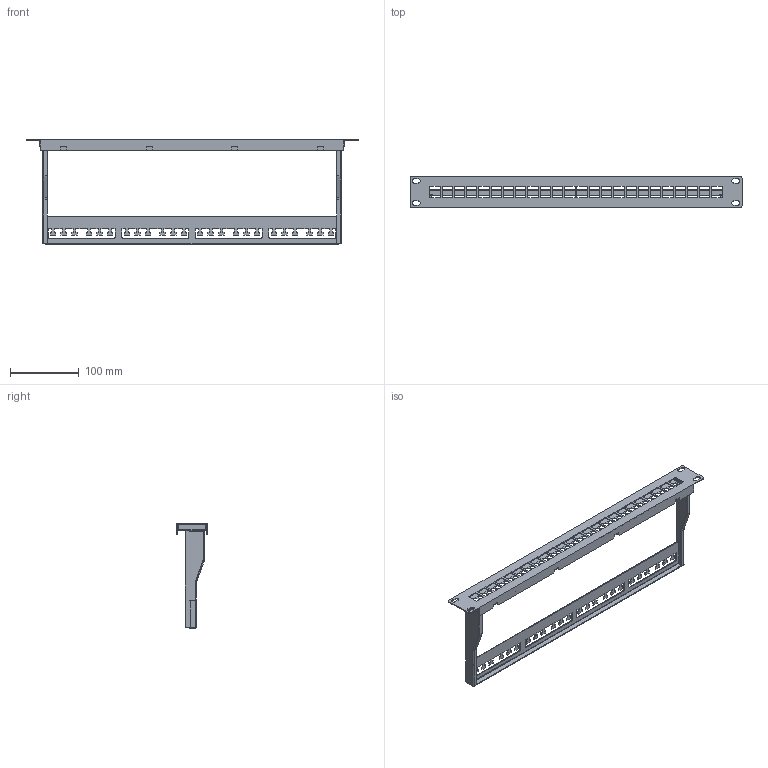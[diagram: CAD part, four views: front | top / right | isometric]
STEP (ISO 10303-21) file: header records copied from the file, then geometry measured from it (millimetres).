
FILE_DESCRIPTION (( 'STEP AP203' ), '1' );
FILE_NAME ('PP24-1UMF ITK 1U Ìîäóëüíàÿ ïàò÷-ïàíåëü FTP, 24 ïîðòà.STEP', '2016-09-13T11:27:50', ( '' ), ( '' ), 'SwSTEP 2.0', 'SolidWorks 2014', '' );
FILE_SCHEMA (( 'CONFIG_CONTROL_DESIGN' ));
Length unit declared in the file: millimetre
Products named in the file (2): PP24-1UMF ITK 1U Ìîäóëüíàÿ ïàò÷-ïàíåëü FTP, 24 ïîðòà
Bounding box: 482 x 44 x 151.75 mm (x, y, z)
Volume: 88776.6 mm3; surface area: 147504.8 mm2
Topology: 3 solids, 3 shells, 694 faces, 2086 edges, 1382 vertices
Faces by surface type: plane 608, cylinder 78, torus 8
Entity records: 23489 total; most frequent: CARTESIAN_POINT 4194, ORIENTED_EDGE 4172, DIRECTION 3624, EDGE_CURVE 2086, LINE 1920, VECTOR 1920, VERTEX_POINT 1382, AXIS2_PLACEMENT_3D 852
